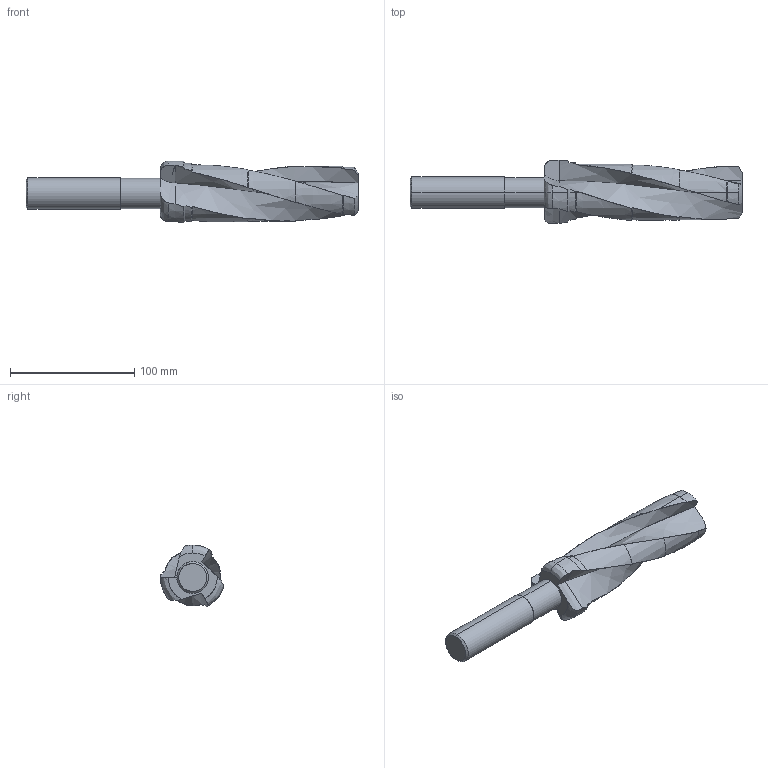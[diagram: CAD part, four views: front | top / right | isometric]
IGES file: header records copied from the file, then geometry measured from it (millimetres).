
Start section: SolidWorks IGES file using analytic representation for surfaces
Global section: file name: T-34-D-HSS.IGS; native system: SolidWorks 2014; preprocessor: SolidWorks 2014; author: Martin; date: 170619.111334; units: inch
Bounding box: 266.7 x 50.96 x 49.74 mm (x, y, z)
Surface area: 36185.4 mm2 (no closed solid volume)
Topology: 0 solids, 0 shells, 71 faces, 859 edges, 857 vertices
Faces by surface type: revolution 57, bspline 14
